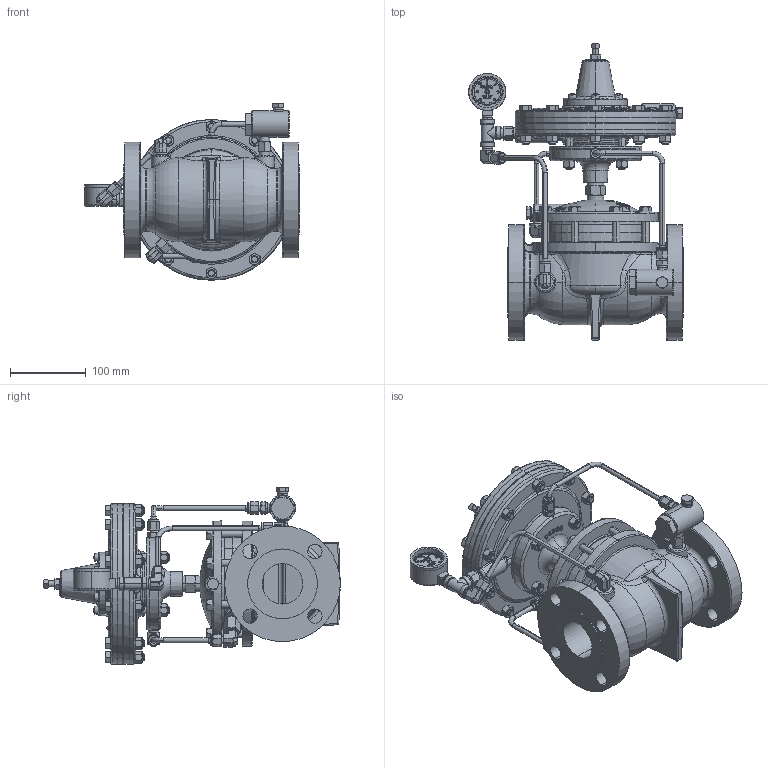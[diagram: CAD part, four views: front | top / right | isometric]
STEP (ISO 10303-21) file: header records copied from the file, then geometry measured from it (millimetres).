
FILE_DESCRIPTION (( 'STEP AP203' ), '1' );
FILE_NAME ('2 INCH 2.2 FGT OPR S (AIA2.5).STEP', '2018-06-28T14:29:39', ( '' ), ( '' ), 'SwSTEP 2.0', 'SolidWorks 2018', '' );
FILE_SCHEMA (( 'CONFIG_CONTROL_DESIGN' ));
Products named in the file (1): 2 INCH 2.2 FGT OPR S (AIA2.5)
Bounding box: 283.1 x 391.08 x 232.82 mm (x, y, z)
Volume: 4733029.3 mm3; surface area: 480701.7 mm2
Topology: 1 solids, 1 shells, 4350 faces, 10822 edges, 6662 vertices
Faces by surface type: plane 1903, bspline 838, cylinder 643, cone 585, torus 227, sphere 154
Entity records: 175875 total; most frequent: CARTESIAN_POINT 79236, ORIENTED_EDGE 21394, DIRECTION 17959, EDGE_CURVE 10697, VERTEX_POINT 6661, AXIS2_PLACEMENT_3D 6498, VECTOR 4963, LINE 4963
